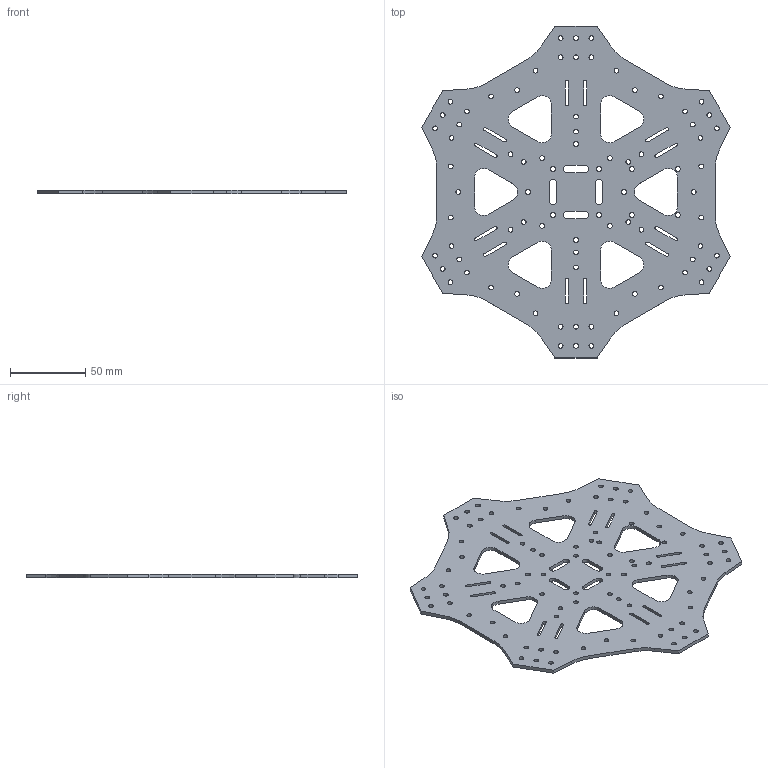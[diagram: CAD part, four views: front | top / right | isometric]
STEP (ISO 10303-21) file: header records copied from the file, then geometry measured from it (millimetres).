
FILE_DESCRIPTION(/* description */ (''),/* implementation_level */ '2;1');
FILE_NAME(/* name */ 'Narwhal Mid Plate.stp',/* time_stamp */ '2014-06-09T20:55:27-04:00',/* author */ (''),/* organization */ (''),/* preprocessor_version */ 'ST-DEVELOPER v11',/* originating_system */ 'SIEMENS PLM Software NX 7.5',/* authorisation */ '');
FILE_SCHEMA (('CONFIG_CONTROL_DESIGN'));
Length unit declared in the file: millimetre
Products named in the file (1): Gear5348xgyc
Bounding box: 204.5 x 220 x 2.39 mm (x, y, z)
Volume: 63545.1 mm3; surface area: 59612.1 mm2
Topology: 1 solids, 1 shells, 220 faces, 669 edges, 451 vertices
Faces by surface type: cylinder 144, plane 76
Full cylindrical faces by diameter (mm): 3.1 x82
Entity records: 7598 total; most frequent: DIRECTION 1302, CARTESIAN_POINT 1229, ORIENTED_EDGE 1144, EDGE_CURVE 572, EDGE_LOOP 510, AXIS2_PLACEMENT_3D 509, VERTEX_POINT 436, FACE_BOUND 374
